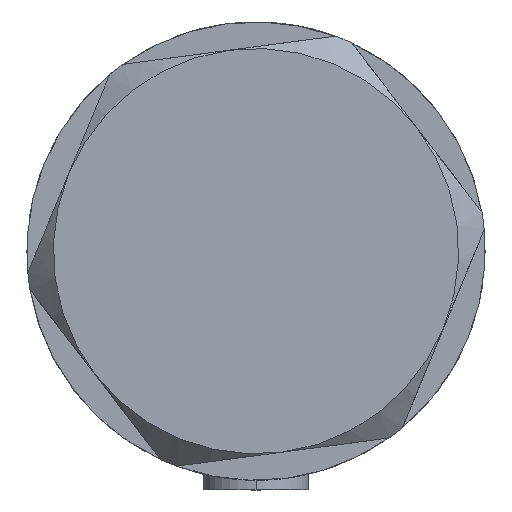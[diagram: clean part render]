
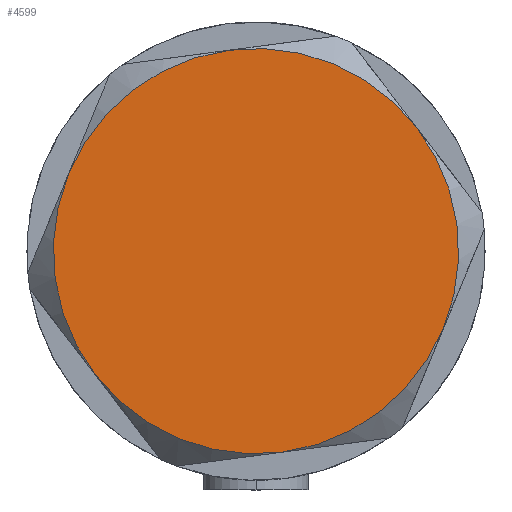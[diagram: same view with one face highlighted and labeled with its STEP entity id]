
A CAD part, left-side view. The second image highlights one B-rep face of the part: STEP entity #4599.
In plain terms, the highlighted face is planar.
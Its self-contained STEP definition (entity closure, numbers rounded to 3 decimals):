
#47 = AXIS2_PLACEMENT_3D ( 'NONE', #1591, #3183, #1521 ) ;
#106 = FACE_OUTER_BOUND ( 'NONE', #1835, .T. ) ;
#262 = DIRECTION ( 'NONE',  ( 0., 0., 1. ) ) ;
#364 = CARTESIAN_POINT ( 'NONE',  ( 0., 0., 9. ) ) ;
#435 = VERTEX_POINT ( 'NONE', #1601 ) ;
#490 = AXIS2_PLACEMENT_3D ( 'NONE', #2903, #946, #4141 ) ;
#491 = DIRECTION ( 'NONE',  ( 1., 0., 0. ) ) ;
#492 = ORIENTED_EDGE ( 'NONE', *, *, #1962, .T. ) ;
#555 = AXIS2_PLACEMENT_3D ( 'NONE', #364, #2355, #791 ) ;
#600 = CARTESIAN_POINT ( 'NONE',  ( 11.5, 19.919, 9. ) ) ;
#791 = DIRECTION ( 'NONE',  ( 1., 0., 0. ) ) ;
#809 = CARTESIAN_POINT ( 'NONE',  ( -23., 0., 9. ) ) ;
#843 = CIRCLE ( 'NONE', #1672, 23. ) ;
#919 = CARTESIAN_POINT ( 'NONE',  ( 0., 0., 9. ) ) ;
#946 = DIRECTION ( 'NONE',  ( 0., 0., 1. ) ) ;
#1055 = VERTEX_POINT ( 'NONE', #600 ) ;
#1326 = DIRECTION ( 'NONE',  ( 1., 0., 0. ) ) ;
#1411 = EDGE_CURVE ( 'NONE', #1055, #1423, #4533, .T. ) ;
#1423 = VERTEX_POINT ( 'NONE', #3795 ) ;
#1521 = DIRECTION ( 'NONE',  ( 1., 0., 0. ) ) ;
#1591 = CARTESIAN_POINT ( 'NONE',  ( 0., 0., 9. ) ) ;
#1601 = CARTESIAN_POINT ( 'NONE',  ( 23., 0., 9. ) ) ;
#1659 = EDGE_CURVE ( 'NONE', #3286, #2281, #5030, .T. ) ;
#1672 = AXIS2_PLACEMENT_3D ( 'NONE', #2940, #262, #2564 ) ;
#1675 = PLANE ( 'NONE',  #3320 ) ;
#1716 = EDGE_CURVE ( 'NONE', #2281, #4111, #843, .T. ) ;
#1835 = EDGE_LOOP ( 'NONE', ( #492, #1927, #2378, #5141, #4697, #5108 ) ) ;
#1927 = ORIENTED_EDGE ( 'NONE', *, *, #4563, .T. ) ;
#1962 = EDGE_CURVE ( 'NONE', #4111, #435, #2751, .T. ) ;
#2084 = CARTESIAN_POINT ( 'NONE',  ( 0., 0., 9. ) ) ;
#2181 = DIRECTION ( 'NONE',  ( 1., 0., 0. ) ) ;
#2281 = VERTEX_POINT ( 'NONE', #4330 ) ;
#2340 = CARTESIAN_POINT ( 'NONE',  ( 11.5, -19.919, 9. ) ) ;
#2355 = DIRECTION ( 'NONE',  ( 0., 0., 1. ) ) ;
#2378 = ORIENTED_EDGE ( 'NONE', *, *, #1411, .T. ) ;
#2417 = AXIS2_PLACEMENT_3D ( 'NONE', #2084, #3692, #1326 ) ;
#2471 = DIRECTION ( 'NONE',  ( 0., 0., 1. ) ) ;
#2564 = DIRECTION ( 'NONE',  ( 1., 0., 0. ) ) ;
#2751 = CIRCLE ( 'NONE', #2417, 23. ) ;
#2808 = CIRCLE ( 'NONE', #555, 23. ) ;
#2840 = CARTESIAN_POINT ( 'NONE',  ( 0., 0., 9. ) ) ;
#2903 = CARTESIAN_POINT ( 'NONE',  ( 0., 0., 9. ) ) ;
#2940 = CARTESIAN_POINT ( 'NONE',  ( 0., 0., 9. ) ) ;
#3088 = AXIS2_PLACEMENT_3D ( 'NONE', #919, #2471, #2181 ) ;
#3183 = DIRECTION ( 'NONE',  ( 0., 0., 1. ) ) ;
#3286 = VERTEX_POINT ( 'NONE', #809 ) ;
#3320 = AXIS2_PLACEMENT_3D ( 'NONE', #2840, #4423, #491 ) ;
#3638 = EDGE_CURVE ( 'NONE', #1423, #3286, #3920, .T. ) ;
#3692 = DIRECTION ( 'NONE',  ( 0., 0., 1. ) ) ;
#3795 = CARTESIAN_POINT ( 'NONE',  ( -11.5, 19.919, 9. ) ) ;
#3920 = CIRCLE ( 'NONE', #47, 23. ) ;
#4111 = VERTEX_POINT ( 'NONE', #2340 ) ;
#4141 = DIRECTION ( 'NONE',  ( 1., 0., 0. ) ) ;
#4330 = CARTESIAN_POINT ( 'NONE',  ( -11.5, -19.919, 9. ) ) ;
#4423 = DIRECTION ( 'NONE',  ( 0., 0., 1. ) ) ;
#4533 = CIRCLE ( 'NONE', #3088, 23. ) ;
#4563 = EDGE_CURVE ( 'NONE', #435, #1055, #2808, .T. ) ;
#4599 = ADVANCED_FACE ( 'NONE', ( #106 ), #1675, .T. ) ;
#4697 = ORIENTED_EDGE ( 'NONE', *, *, #1659, .T. ) ;
#5030 = CIRCLE ( 'NONE', #490, 23. ) ;
#5108 = ORIENTED_EDGE ( 'NONE', *, *, #1716, .T. ) ;
#5141 = ORIENTED_EDGE ( 'NONE', *, *, #3638, .T. ) ;
